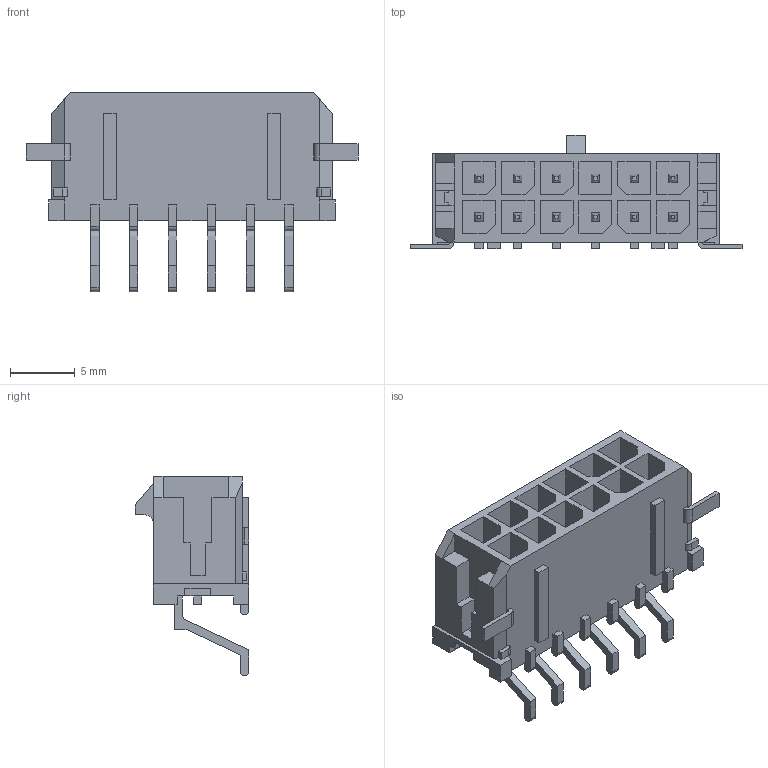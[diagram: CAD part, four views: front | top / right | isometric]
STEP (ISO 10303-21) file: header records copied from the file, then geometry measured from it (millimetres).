
FILE_DESCRIPTION((''),'2;1');
FILE_NAME('430451210','2020-04-16T',('gga'),(''),'PRO/ENGINEER BY PARAMETRIC TECHNOLOGY CORPORATION, 2016010','PRO/ENGINEER BY PARAMETRIC TECHNOLOGY CORPORATION, 2016010','');
FILE_SCHEMA(('CONFIG_CONTROL_DESIGN'));
Length unit declared in the file: millimetre
Products named in the file (1): 430451210
Bounding box: 25.65 x 8.77 x 15.4 mm (x, y, z)
Volume: 897.1 mm3; surface area: 2093.4 mm2
Topology: 1 solids, 7 shells, 545 faces, 1451 edges, 952 vertices
Faces by surface type: plane 520, cylinder 25
Entity records: 16432 total; most frequent: CARTESIAN_POINT 2889, ORIENTED_EDGE 2786, DIRECTION 2593, VECTOR 1401, LINE 1401, EDGE_CURVE 1393, VERTEX_POINT 892, AXIS2_PLACEMENT_3D 596
